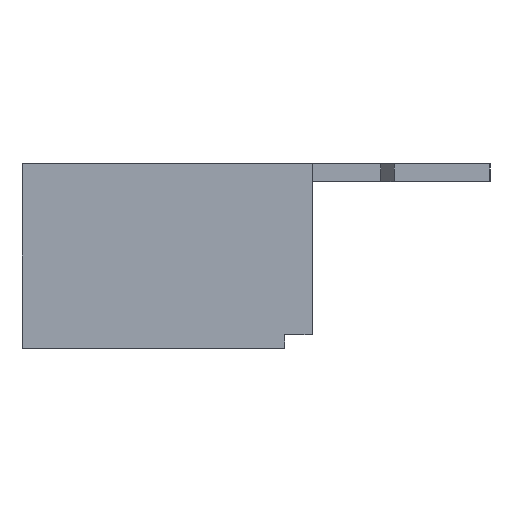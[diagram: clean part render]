
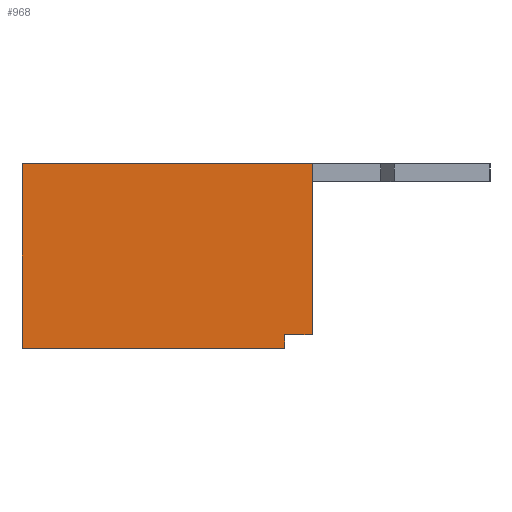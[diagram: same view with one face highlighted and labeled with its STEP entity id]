
A CAD part, left-side view. The second image highlights one B-rep face of the part: STEP entity #968.
In plain terms, the highlighted planar face has unit normal (-1, 0, 0).
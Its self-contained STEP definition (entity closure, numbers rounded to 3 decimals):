
#968=ADVANCED_FACE('',(#2509),#2510,.T.);
#2056=VERTEX_POINT('',#3598);
#2060=VERTEX_POINT('',#3602);
#2062=EDGE_CURVE('',#2060,#2056,#3604,.T.);
#2072=VERTEX_POINT('',#3614);
#2076=VERTEX_POINT('',#3618);
#2078=EDGE_CURVE('',#2076,#2072,#3620,.T.);
#2086=VERTEX_POINT('',#3628);
#2090=EDGE_CURVE('',#2072,#2086,#3632,.T.);
#2094=EDGE_CURVE('',#2086,#2060,#3636,.T.);
#2100=VERTEX_POINT('',#3642);
#2104=EDGE_CURVE('',#2056,#2100,#3646,.T.);
#2108=EDGE_CURVE('',#2100,#2076,#3650,.T.);
#2509=FACE_OUTER_BOUND('',#4041,.T.);
#2510=PLANE('',#4042);
#3598=CARTESIAN_POINT('',(0.0,13.0,13.5));
#3602=CARTESIAN_POINT('',(0.0,13.0,1.0));
#3604=LINE('',#5771,#5772);
#3614=CARTESIAN_POINT('',(0.0,15.0,0.0));
#3618=CARTESIAN_POINT('',(0.0,34.2,0.0));
#3620=LINE('',#5795,#5796);
#3628=CARTESIAN_POINT('',(0.0,15.0,1.0));
#3632=LINE('',#5815,#5816);
#3636=LINE('',#5823,#5824);
#3642=CARTESIAN_POINT('',(0.0,34.2,13.5));
#3646=LINE('',#5839,#5840);
#3650=LINE('',#5847,#5848);
#4041=EDGE_LOOP('',(#7026,#7027,#7028,#7029,#7030,#7031));
#4042=AXIS2_PLACEMENT_3D('',#7032,#7033,#7034);
#5771=CARTESIAN_POINT('',(0.0,13.0,1.0));
#5772=VECTOR('',#7397,1.0);
#5795=CARTESIAN_POINT('',(0.0,34.2,0.0));
#5796=VECTOR('',#7401,1.0);
#5815=CARTESIAN_POINT('',(0.0,15.0,0.0));
#5816=VECTOR('',#7405,1.0);
#5823=CARTESIAN_POINT('',(0.0,15.0,1.0));
#5824=VECTOR('',#7407,1.0);
#5839=CARTESIAN_POINT('',(0.0,13.0,13.5));
#5840=VECTOR('',#7410,1.0);
#5847=CARTESIAN_POINT('',(0.0,34.2,13.5));
#5848=VECTOR('',#7412,1.0);
#7026=ORIENTED_EDGE('',*,*,#2108,.T.);
#7027=ORIENTED_EDGE('',*,*,#2078,.T.);
#7028=ORIENTED_EDGE('',*,*,#2090,.T.);
#7029=ORIENTED_EDGE('',*,*,#2094,.T.);
#7030=ORIENTED_EDGE('',*,*,#2062,.T.);
#7031=ORIENTED_EDGE('',*,*,#2104,.T.);
#7032=CARTESIAN_POINT('',(0.0,23.629,6.779));
#7033=DIRECTION('',(-1.0,0.0,0.0));
#7034=DIRECTION('',(0.0,1.0,0.0));
#7397=DIRECTION('',(0.0,0.0,1.0));
#7401=DIRECTION('',(0.0,-1.0,0.0));
#7405=DIRECTION('',(0.0,0.0,1.0));
#7407=DIRECTION('',(0.0,-1.0,0.0));
#7410=DIRECTION('',(0.0,1.0,0.0));
#7412=DIRECTION('',(0.0,0.0,-1.0));
